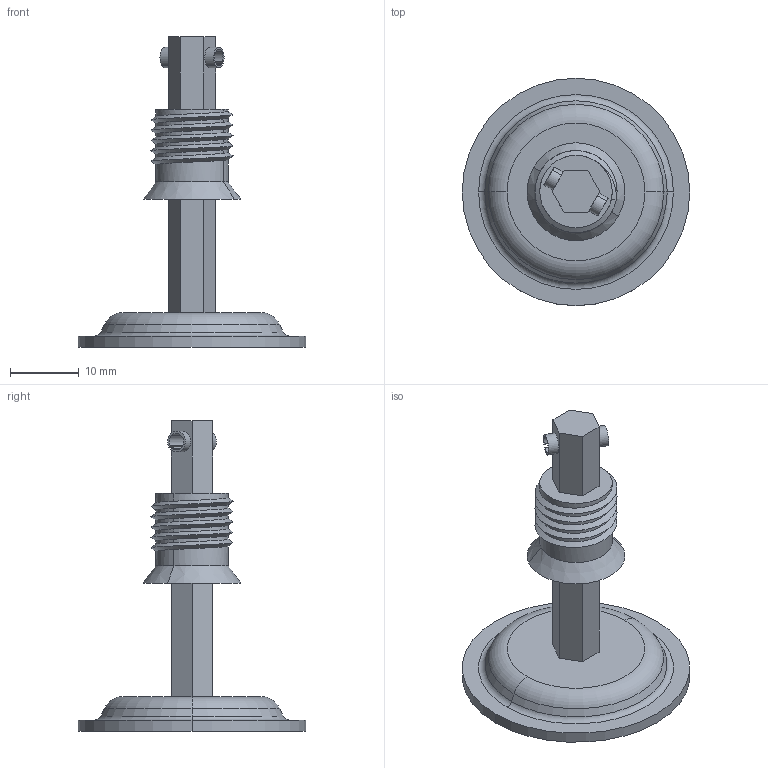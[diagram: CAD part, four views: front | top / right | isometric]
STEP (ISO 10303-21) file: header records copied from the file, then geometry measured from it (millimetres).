
FILE_DESCRIPTION (( 'STEP AP214' ), '1' );
FILE_NAME ('GTM-33.STEP', '2021-08-24T03:01:59', ( '' ), ( '' ), 'SwSTEP 2.0', 'SolidWorks 2016', '' );
FILE_SCHEMA (( 'AUTOMOTIVE_DESIGN' ));
Length unit declared in the file: millimetre
Products named in the file (8): GTM-33; GTM-M12蹟簽; GTM-3-縐种
Assembly tree (4 placements, depth 2):
  GTM-33
  GTM-33
    GTM-33
    GTM-3-縐种
    GTM-M12蹟簽
  GTM-3-縐种
  GTM-33
    GTM-M12蹟簽
Bounding box: 33 x 33 x 45 mm (x, y, z)
Volume: 3707.3 mm3; surface area: 4241.5 mm2
Topology: 3 solids, 3 shells, 89 faces, 219 edges, 146 vertices
Faces by surface type: plane 35, cylinder 32, torus 8, bspline 8, cone 6
Entity records: 3858 total; most frequent: CARTESIAN_POINT 1488, DIRECTION 436, ORIENTED_EDGE 430, EDGE_CURVE 215, AXIS2_PLACEMENT_3D 162, VERTEX_POINT 138, VECTOR 112, LINE 112
